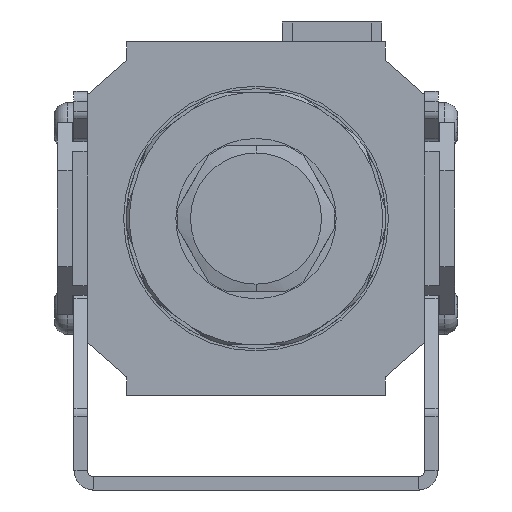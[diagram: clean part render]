
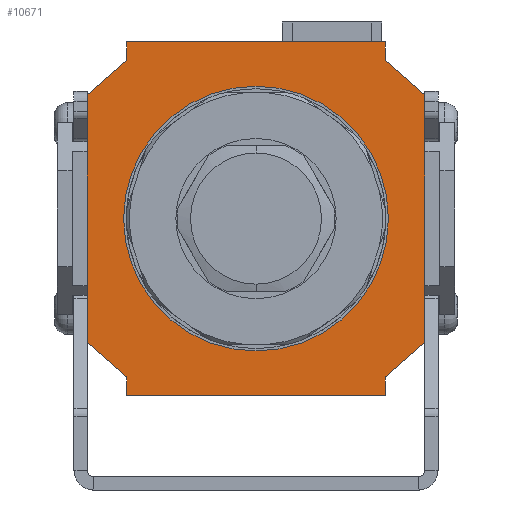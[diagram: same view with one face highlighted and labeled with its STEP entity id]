
A CAD part, front view. The second image highlights one B-rep face of the part: STEP entity #10671.
In plain terms, the highlighted planar face has unit normal (0, -1, 0).
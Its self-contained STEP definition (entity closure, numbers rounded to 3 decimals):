
#119 = EDGE_CURVE ( 'NONE', #10287, #6168, #6505, .T. ) ;
#148 = LINE ( 'NONE', #3318, #3115 ) ;
#182 = FACE_OUTER_BOUND ( 'NONE', #2350, .T. ) ;
#191 = VECTOR ( 'NONE', #265, 1000. ) ;
#265 = DIRECTION ( 'NONE',  ( 0., 0., -1. ) ) ;
#286 = LINE ( 'NONE', #11463, #7901 ) ;
#581 = CARTESIAN_POINT ( 'NONE',  ( 25.5, -21., -18.7 ) ) ;
#1107 = EDGE_CURVE ( 'NONE', #3544, #6613, #4830, .T. ) ;
#1188 = VERTEX_POINT ( 'NONE', #9056 ) ;
#1403 = CARTESIAN_POINT ( 'NONE',  ( 0., -21., 0. ) ) ;
#1452 = VERTEX_POINT ( 'NONE', #2556 ) ;
#1623 = VERTEX_POINT ( 'NONE', #3825 ) ;
#1996 = EDGE_CURVE ( 'NONE', #1452, #6613, #3119, .T. ) ;
#2350 = EDGE_LOOP ( 'NONE', ( #6952, #11659, #8094, #3719, #5106, #10471, #5950, #5533, #12016, #3152, #10387, #7722 ) ) ;
#2434 = DIRECTION ( 'NONE',  ( 0., 0., 1. ) ) ;
#2496 = LINE ( 'NONE', #11543, #11956 ) ;
#2556 = CARTESIAN_POINT ( 'NONE',  ( -19.5, -21., 23.916 ) ) ;
#2656 = EDGE_CURVE ( 'NONE', #9235, #3544, #2496, .T. ) ;
#2681 = CARTESIAN_POINT ( 'NONE',  ( 25.5, -21., 26.7 ) ) ;
#2695 = DIRECTION ( 'NONE',  ( -1., 0., 0. ) ) ;
#3046 = CARTESIAN_POINT ( 'NONE',  ( -25.5, -21., 26.7 ) ) ;
#3089 = EDGE_CURVE ( 'NONE', #1188, #12556, #4491, .T. ) ;
#3115 = VECTOR ( 'NONE', #10181, 1000. ) ;
#3119 = LINE ( 'NONE', #12090, #10659 ) ;
#3152 = ORIENTED_EDGE ( 'NONE', *, *, #10263, .T. ) ;
#3224 = VERTEX_POINT ( 'NONE', #3645 ) ;
#3318 = CARTESIAN_POINT ( 'NONE',  ( 25.5, -21., 18.7 ) ) ;
#3400 = LINE ( 'NONE', #2681, #8026 ) ;
#3544 = VERTEX_POINT ( 'NONE', #9583 ) ;
#3641 = LINE ( 'NONE', #4841, #11111 ) ;
#3645 = CARTESIAN_POINT ( 'NONE',  ( 19.5, -21., 26.7 ) ) ;
#3669 = DIRECTION ( 'NONE',  ( 1., 0., 0. ) ) ;
#3719 = ORIENTED_EDGE ( 'NONE', *, *, #1996, .T. ) ;
#3825 = CARTESIAN_POINT ( 'NONE',  ( -19.5, -21., -26.7 ) ) ;
#4230 = CARTESIAN_POINT ( 'NONE',  ( -19.5, -21., 23.916 ) ) ;
#4491 = LINE ( 'NONE', #12167, #6485 ) ;
#4830 = LINE ( 'NONE', #3046, #12261 ) ;
#4841 = CARTESIAN_POINT ( 'NONE',  ( 19.5, -21., 23.916 ) ) ;
#4853 = CARTESIAN_POINT ( 'NONE',  ( 19.5, -21., 23.916 ) ) ;
#5106 = ORIENTED_EDGE ( 'NONE', *, *, #1107, .F. ) ;
#5448 = VECTOR ( 'NONE', #7215, 1000. ) ;
#5533 = ORIENTED_EDGE ( 'NONE', *, *, #7266, .F. ) ;
#5549 = EDGE_CURVE ( 'NONE', #3224, #10354, #3641, .T. ) ;
#5691 = CARTESIAN_POINT ( 'NONE',  ( 19.5, -21., -23.916 ) ) ;
#5888 = AXIS2_PLACEMENT_3D ( 'NONE', #1403, #8321, #2434 ) ;
#5950 = ORIENTED_EDGE ( 'NONE', *, *, #6632, .F. ) ;
#6168 = VERTEX_POINT ( 'NONE', #5691 ) ;
#6485 = VECTOR ( 'NONE', #11225, 1000. ) ;
#6505 = LINE ( 'NONE', #6776, #11947 ) ;
#6613 = VERTEX_POINT ( 'NONE', #10104 ) ;
#6632 = EDGE_CURVE ( 'NONE', #1623, #9235, #7770, .T. ) ;
#6729 = CARTESIAN_POINT ( 'NONE',  ( -19.5, -21., -23.916 ) ) ;
#6758 = DIRECTION ( 'NONE',  ( 0., 0., 1. ) ) ;
#6776 = CARTESIAN_POINT ( 'NONE',  ( 19.5, -21., -23.916 ) ) ;
#6952 = ORIENTED_EDGE ( 'NONE', *, *, #5549, .F. ) ;
#7012 = EDGE_CURVE ( 'NONE', #10354, #1188, #148, .T. ) ;
#7163 = VECTOR ( 'NONE', #12538, 1000. ) ;
#7195 = CARTESIAN_POINT ( 'NONE',  ( -19.5, -21., 26.7 ) ) ;
#7215 = DIRECTION ( 'NONE',  ( 0., 0., 1. ) ) ;
#7266 = EDGE_CURVE ( 'NONE', #10287, #1623, #286, .T. ) ;
#7485 = LINE ( 'NONE', #11573, #7163 ) ;
#7722 = ORIENTED_EDGE ( 'NONE', *, *, #7012, .F. ) ;
#7770 = LINE ( 'NONE', #12042, #5448 ) ;
#7901 = VECTOR ( 'NONE', #2695, 1000. ) ;
#8026 = VECTOR ( 'NONE', #3669, 1000. ) ;
#8094 = ORIENTED_EDGE ( 'NONE', *, *, #9495, .T. ) ;
#8146 = EDGE_CURVE ( 'NONE', #11126, #3224, #3400, .T. ) ;
#8155 = DIRECTION ( 'NONE',  ( -0.755, 0., -0.656 ) ) ;
#8321 = DIRECTION ( 'NONE',  ( 0., 1., 0. ) ) ;
#8717 = CARTESIAN_POINT ( 'NONE',  ( 19.5, -21., -26.7 ) ) ;
#9056 = CARTESIAN_POINT ( 'NONE',  ( 25.5, -21., 18.7 ) ) ;
#9235 = VERTEX_POINT ( 'NONE', #6729 ) ;
#9495 = EDGE_CURVE ( 'NONE', #11126, #1452, #10700, .T. ) ;
#9583 = CARTESIAN_POINT ( 'NONE',  ( -25.5, -21., -18.7 ) ) ;
#10104 = CARTESIAN_POINT ( 'NONE',  ( -25.5, -21., 18.7 ) ) ;
#10181 = DIRECTION ( 'NONE',  ( 0.755, 0., -0.656 ) ) ;
#10263 = EDGE_CURVE ( 'NONE', #6168, #12556, #7485, .T. ) ;
#10287 = VERTEX_POINT ( 'NONE', #8717 ) ;
#10354 = VERTEX_POINT ( 'NONE', #4853 ) ;
#10387 = ORIENTED_EDGE ( 'NONE', *, *, #3089, .F. ) ;
#10471 = ORIENTED_EDGE ( 'NONE', *, *, #2656, .F. ) ;
#10659 = VECTOR ( 'NONE', #8155, 1000. ) ;
#10671 = ADVANCED_FACE ( 'NONE', ( #182 ), #12168, .F. ) ;
#10685 = DIRECTION ( 'NONE',  ( 0., 0., -1. ) ) ;
#10700 = LINE ( 'NONE', #4230, #191 ) ;
#11111 = VECTOR ( 'NONE', #10685, 1000. ) ;
#11126 = VERTEX_POINT ( 'NONE', #7195 ) ;
#11225 = DIRECTION ( 'NONE',  ( 0., 0., -1. ) ) ;
#11463 = CARTESIAN_POINT ( 'NONE',  ( 25.5, -21., -26.7 ) ) ;
#11543 = CARTESIAN_POINT ( 'NONE',  ( -25.5, -21., -18.7 ) ) ;
#11573 = CARTESIAN_POINT ( 'NONE',  ( 25.5, -21., -18.7 ) ) ;
#11659 = ORIENTED_EDGE ( 'NONE', *, *, #8146, .F. ) ;
#11798 = DIRECTION ( 'NONE',  ( 0., 0., 1. ) ) ;
#11947 = VECTOR ( 'NONE', #6758, 1000. ) ;
#11956 = VECTOR ( 'NONE', #12505, 1000. ) ;
#12016 = ORIENTED_EDGE ( 'NONE', *, *, #119, .T. ) ;
#12042 = CARTESIAN_POINT ( 'NONE',  ( -19.5, -21., -23.916 ) ) ;
#12090 = CARTESIAN_POINT ( 'NONE',  ( -25.5, -21., 18.7 ) ) ;
#12167 = CARTESIAN_POINT ( 'NONE',  ( 25.5, -21., 26.7 ) ) ;
#12168 = PLANE ( 'NONE',  #5888 ) ;
#12261 = VECTOR ( 'NONE', #11798, 1000. ) ;
#12505 = DIRECTION ( 'NONE',  ( -0.755, 0., 0.656 ) ) ;
#12538 = DIRECTION ( 'NONE',  ( 0.755, 0., 0.656 ) ) ;
#12556 = VERTEX_POINT ( 'NONE', #581 ) ;
